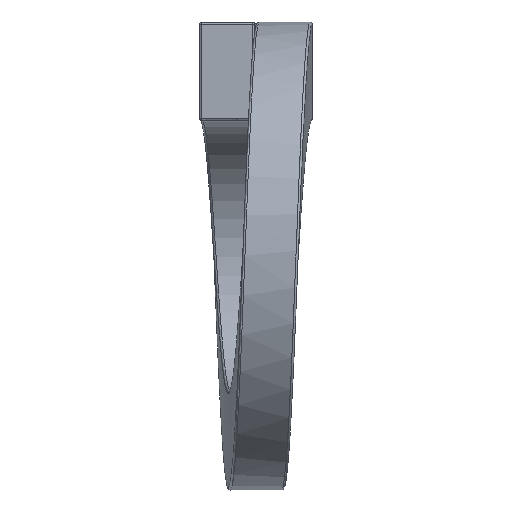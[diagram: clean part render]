
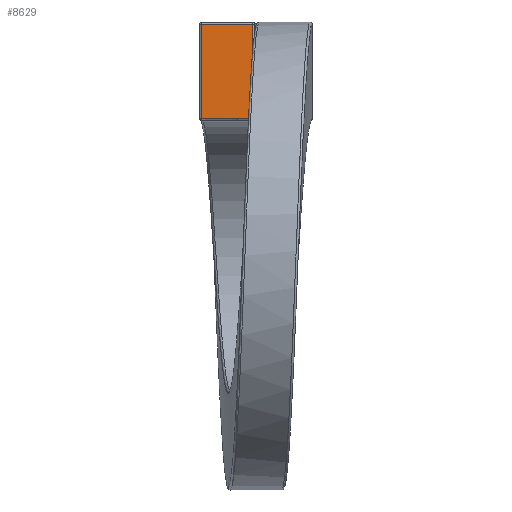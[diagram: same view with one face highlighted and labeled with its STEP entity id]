
A CAD part, left-side view. The second image highlights one B-rep face of the part: STEP entity #8629.
In plain terms, the highlighted planar face has unit normal (-1, 0, 0).
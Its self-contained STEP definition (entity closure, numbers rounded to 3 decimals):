
#6 = CARTESIAN_POINT ( 'NONE',  ( 0., 0.615, 6.199 ) ) ;
#514 = CARTESIAN_POINT ( 'NONE',  ( 0., 1.881, 10.45 ) ) ;
#622 = CARTESIAN_POINT ( 'NONE',  ( 0., 0.094, 6.199 ) ) ;
#751 = CARTESIAN_POINT ( 'NONE',  ( 0., 0.619, 10.45 ) ) ;
#971 = CARTESIAN_POINT ( 'NONE',  ( 0., 0.095, 7.935 ) ) ;
#972 = FACE_OUTER_BOUND ( 'NONE', #7980, .T. ) ;
#1023 = CARTESIAN_POINT ( 'NONE',  ( 0., 0.095, 8.325 ) ) ;
#1081 = CARTESIAN_POINT ( 'NONE',  ( 0., 2.396, 10.45 ) ) ;
#1505 = B_SPLINE_CURVE_WITH_KNOTS ( 'NONE', 3,
 ( #10390, #4967, #4911, #6363, #14137, #971, #1023, #6254, #3722, #3677, #16747, #14184, #11484 ),
 .UNSPECIFIED., .F., .F.,
 ( 4, 3, 3, 3, 4 ),
 ( 0., 0.001, 0.002, 0.004, 0.004 ),
 .UNSPECIFIED. ) ;
#2308 = VERTEX_POINT ( 'NONE', #16073 ) ;
#2356 = CARTESIAN_POINT ( 'NONE',  ( 0., 2.33, 10.45 ) ) ;
#2512 = EDGE_CURVE ( 'NONE', #8732, #2308, #12057, .T. ) ;
#2542 = CARTESIAN_POINT ( 'NONE',  ( 0., 0.827, 6.199 ) ) ;
#2756 = ORIENTED_EDGE ( 'NONE', *, *, #2512, .T. ) ;
#3048 = VERTEX_POINT ( 'NONE', #622 ) ;
#3386 = PLANE ( 'NONE',  #15783 ) ;
#3476 = ORIENTED_EDGE ( 'NONE', *, *, #12571, .T. ) ;
#3677 = CARTESIAN_POINT ( 'NONE',  ( 0., 0.096, 10.081 ) ) ;
#3722 = CARTESIAN_POINT ( 'NONE',  ( 0., 0.096, 9.496 ) ) ;
#4653 = CARTESIAN_POINT ( 'NONE',  ( 0., 0.096, 10.45 ) ) ;
#4911 = CARTESIAN_POINT ( 'NONE',  ( 0., 0.094, 6.836 ) ) ;
#4967 = CARTESIAN_POINT ( 'NONE',  ( 0., 0.094, 6.518 ) ) ;
#5103 = CARTESIAN_POINT ( 'NONE',  ( 0., 1.25, 6.199 ) ) ;
#5109 = B_SPLINE_CURVE_WITH_KNOTS ( 'NONE', 3,
 ( #4653, #13855, #16467, #751, #9947, #5742, #14948, #8405, #514, #9715, #13690, #2356, #14142 ),
 .UNSPECIFIED., .F., .F.,
 ( 4, 3, 3, 3, 4 ),
 ( 0., 0.001, 0.001, 0.002, 0.002 ),
 .UNSPECIFIED. ) ;
#5284 = CARTESIAN_POINT ( 'NONE',  ( 0., 2.393, 6.199 ) ) ;
#5293 = B_SPLINE_CURVE_WITH_KNOTS ( 'NONE', 3,
 ( #5284, #15678, #6618, #7769, #13172, #13230, #5103, #15744, #2542, #6, #6680, #11729, #16996 ),
 .UNSPECIFIED., .F., .F.,
 ( 4, 3, 3, 3, 4 ),
 ( 0., 0., 0.001, 0.002, 0.002 ),
 .UNSPECIFIED. ) ;
#5368 = EDGE_CURVE ( 'NONE', #3048, #8344, #1505, .T. ) ;
#5742 = CARTESIAN_POINT ( 'NONE',  ( 0., 1.04, 10.45 ) ) ;
#6199 = CARTESIAN_POINT ( 'NONE',  ( 0., 2.396, 10.327 ) ) ;
#6254 = CARTESIAN_POINT ( 'NONE',  ( 0., 0.096, 8.91 ) ) ;
#6260 = CARTESIAN_POINT ( 'NONE',  ( 0., 2.394, 7.154 ) ) ;
#6319 = CARTESIAN_POINT ( 'NONE',  ( 0., 2.394, 6.836 ) ) ;
#6363 = CARTESIAN_POINT ( 'NONE',  ( 0., 0.095, 7.154 ) ) ;
#6618 = CARTESIAN_POINT ( 'NONE',  ( 0., 2.266, 6.199 ) ) ;
#6680 = CARTESIAN_POINT ( 'NONE',  ( 0., 0.441, 6.199 ) ) ;
#7671 = EDGE_CURVE ( 'NONE', #2308, #3048, #5293, .T. ) ;
#7756 = CARTESIAN_POINT ( 'NONE',  ( 0., 2.395, 7.935 ) ) ;
#7769 = CARTESIAN_POINT ( 'NONE',  ( 0., 2.203, 6.199 ) ) ;
#7980 = EDGE_LOOP ( 'NONE', ( #2756, #15637, #8876, #3476 ) ) ;
#8344 = VERTEX_POINT ( 'NONE', #9011 ) ;
#8405 = CARTESIAN_POINT ( 'NONE',  ( 0., 1.565, 10.45 ) ) ;
#8629 = ADVANCED_FACE ( 'NONE', ( #972 ), #3386, .F. ) ;
#8732 = VERTEX_POINT ( 'NONE', #14231 ) ;
#8876 = ORIENTED_EDGE ( 'NONE', *, *, #5368, .T. ) ;
#8903 = CARTESIAN_POINT ( 'NONE',  ( 0., 2.396, 10.082 ) ) ;
#9011 = CARTESIAN_POINT ( 'NONE',  ( 0., 0.096, 10.45 ) ) ;
#9715 = CARTESIAN_POINT ( 'NONE',  ( 0., 2.196, 10.45 ) ) ;
#9947 = CARTESIAN_POINT ( 'NONE',  ( 0., 0.829, 10.45 ) ) ;
#10100 = CARTESIAN_POINT ( 'NONE',  ( 0., 1.25, 10.55 ) ) ;
#10159 = DIRECTION ( 'NONE',  ( 0., 0., -1. ) ) ;
#10390 = CARTESIAN_POINT ( 'NONE',  ( 0., 0.094, 6.199 ) ) ;
#11484 = CARTESIAN_POINT ( 'NONE',  ( 0., 0.096, 10.45 ) ) ;
#11729 = CARTESIAN_POINT ( 'NONE',  ( 0., 0.267, 6.199 ) ) ;
#12057 = B_SPLINE_CURVE_WITH_KNOTS ( 'NONE', 3,
 ( #1081, #6199, #15438, #8903, #12933, #14306, #12814, #7756, #16805, #6260, #6319, #16916, #15382 ),
 .UNSPECIFIED., .F., .F.,
 ( 4, 3, 3, 3, 4 ),
 ( 0., 0., 0.002, 0.003, 0.004 ),
 .UNSPECIFIED. ) ;
#12571 = EDGE_CURVE ( 'NONE', #8344, #8732, #5109, .T. ) ;
#12814 = CARTESIAN_POINT ( 'NONE',  ( 0., 2.395, 8.325 ) ) ;
#12933 = CARTESIAN_POINT ( 'NONE',  ( 0., 2.396, 9.496 ) ) ;
#13172 = CARTESIAN_POINT ( 'NONE',  ( 0., 1.885, 6.199 ) ) ;
#13230 = CARTESIAN_POINT ( 'NONE',  ( 0., 1.568, 6.199 ) ) ;
#13690 = CARTESIAN_POINT ( 'NONE',  ( 0., 2.263, 10.45 ) ) ;
#13855 = CARTESIAN_POINT ( 'NONE',  ( 0., 0.271, 10.45 ) ) ;
#14137 = CARTESIAN_POINT ( 'NONE',  ( 0., 0.095, 7.545 ) ) ;
#14142 = CARTESIAN_POINT ( 'NONE',  ( 0., 2.396, 10.45 ) ) ;
#14184 = CARTESIAN_POINT ( 'NONE',  ( 0., 0.096, 10.327 ) ) ;
#14231 = CARTESIAN_POINT ( 'NONE',  ( 0., 2.396, 10.45 ) ) ;
#14306 = CARTESIAN_POINT ( 'NONE',  ( 0., 2.395, 8.911 ) ) ;
#14948 = CARTESIAN_POINT ( 'NONE',  ( 0., 1.25, 10.45 ) ) ;
#15382 = CARTESIAN_POINT ( 'NONE',  ( 0., 2.393, 6.199 ) ) ;
#15427 = DIRECTION ( 'NONE',  ( 1., 0., 0. ) ) ;
#15438 = CARTESIAN_POINT ( 'NONE',  ( 0., 2.396, 10.204 ) ) ;
#15637 = ORIENTED_EDGE ( 'NONE', *, *, #7671, .T. ) ;
#15678 = CARTESIAN_POINT ( 'NONE',  ( 0., 2.33, 6.199 ) ) ;
#15744 = CARTESIAN_POINT ( 'NONE',  ( 0., 1.038, 6.199 ) ) ;
#15783 = AXIS2_PLACEMENT_3D ( 'NONE', #10100, #15427, #10159 ) ;
#16073 = CARTESIAN_POINT ( 'NONE',  ( 0., 2.393, 6.199 ) ) ;
#16467 = CARTESIAN_POINT ( 'NONE',  ( 0., 0.445, 10.45 ) ) ;
#16747 = CARTESIAN_POINT ( 'NONE',  ( 0., 0.096, 10.204 ) ) ;
#16805 = CARTESIAN_POINT ( 'NONE',  ( 0., 2.395, 7.544 ) ) ;
#16916 = CARTESIAN_POINT ( 'NONE',  ( 0., 2.394, 6.517 ) ) ;
#16996 = CARTESIAN_POINT ( 'NONE',  ( 0., 0.094, 6.199 ) ) ;
